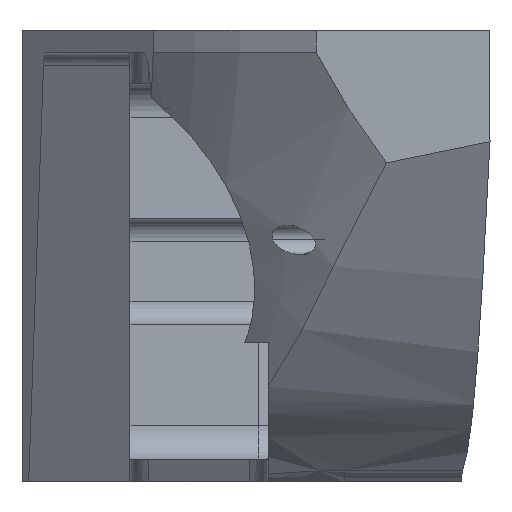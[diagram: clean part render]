
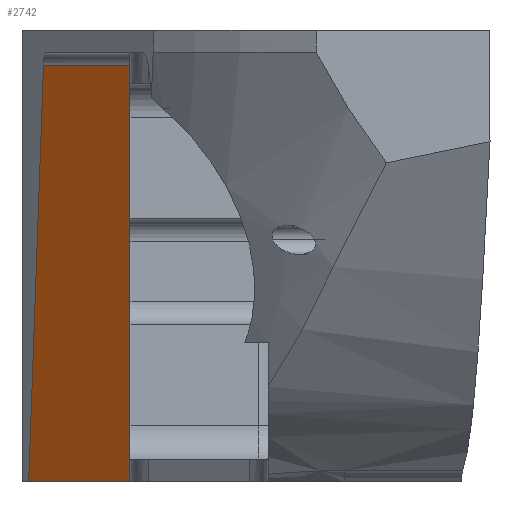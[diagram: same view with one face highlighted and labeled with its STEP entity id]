
A CAD part, front view. The second image highlights one B-rep face of the part: STEP entity #2742.
In plain terms, the highlighted planar face has unit normal (-0.431, -0.856, -0.285).
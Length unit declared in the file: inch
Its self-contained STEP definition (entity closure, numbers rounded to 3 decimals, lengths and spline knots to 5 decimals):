
#229 = ORIENTED_EDGE ( 'NONE', *, *, #2103, .F. ) ;
#309 = CARTESIAN_POINT ( 'NONE',  ( -85.7388, -21.68515, 14.74557 ) ) ;
#320 = CARTESIAN_POINT ( 'NONE',  ( -81.75401, -23.69, 14.74557 ) ) ;
#396 = DIRECTION ( 'NONE',  ( -0.034, 0.331, -0.943 ) ) ;
#473 = ORIENTED_EDGE ( 'NONE', *, *, #3133, .F. ) ;
#485 = LINE ( 'NONE', #1759, #2731 ) ;
#513 = DIRECTION ( 'NONE',  ( 0.034, -0.331, 0.943 ) ) ;
#709 = FACE_OUTER_BOUND ( 'NONE', #3079, .T. ) ;
#796 = DIRECTION ( 'NONE',  ( 0., 0.316, -0.949 ) ) ;
#869 = AXIS2_PLACEMENT_3D ( 'NONE', #1402, #3952, #396 ) ;
#988 = LINE ( 'NONE', #2509, #2993 ) ;
#1402 = CARTESIAN_POINT ( 'NONE',  ( -82.37721, -24.92864, 19.41061 ) ) ;
#1438 = PLANE ( 'NONE',  #869 ) ;
#1759 = CARTESIAN_POINT ( 'NONE',  ( -84.6382, -23.90447, 19.7514 ) ) ;
#1860 = VERTEX_POINT ( 'NONE', #309 ) ;
#1865 = VECTOR ( 'NONE', #513, 39.37008 ) ;
#2103 = EDGE_CURVE ( 'NONE', #4073, #1860, #2284, .T. ) ;
#2156 = EDGE_CURVE ( 'NONE', #1860, #3253, #2969, .T. ) ;
#2284 = LINE ( 'NONE', #320, #3317 ) ;
#2443 = VERTEX_POINT ( 'NONE', #2723 ) ;
#2509 = CARTESIAN_POINT ( 'NONE',  ( -82.3581, -24.89067, 19.26759 ) ) ;
#2700 = CARTESIAN_POINT ( 'NONE',  ( -85.55145, -23.53209, 20.01317 ) ) ;
#2723 = CARTESIAN_POINT ( 'NONE',  ( -84.6382, -23.74349, 19.26759 ) ) ;
#2731 = VECTOR ( 'NONE', #796, 39.37008 ) ;
#2742 = ADVANCED_FACE ( 'NONE', ( #709 ), #1438, .F. ) ;
#2880 = DIRECTION ( 'NONE',  ( -0.893, 0.449, 0. ) ) ;
#2902 = CARTESIAN_POINT ( 'NONE',  ( -84.63824, -22.23887, 14.74557 ) ) ;
#2906 = EDGE_CURVE ( 'NONE', #2443, #3253, #988, .T. ) ;
#2969 = LINE ( 'NONE', #2700, #1865 ) ;
#2993 = VECTOR ( 'NONE', #4123, 39.37008 ) ;
#3079 = EDGE_LOOP ( 'NONE', ( #229, #473, #3709, #3552 ) ) ;
#3133 = EDGE_CURVE ( 'NONE', #2443, #4073, #485, .T. ) ;
#3144 = CARTESIAN_POINT ( 'NONE',  ( -85.57796, -23.27067, 19.26759 ) ) ;
#3253 = VERTEX_POINT ( 'NONE', #3144 ) ;
#3317 = VECTOR ( 'NONE', #2880, 39.37008 ) ;
#3552 = ORIENTED_EDGE ( 'NONE', *, *, #2156, .F. ) ;
#3709 = ORIENTED_EDGE ( 'NONE', *, *, #2906, .T. ) ;
#3952 = DIRECTION ( 'NONE',  ( 0.431, 0.856, 0.285 ) ) ;
#4073 = VERTEX_POINT ( 'NONE', #2902 ) ;
#4123 = DIRECTION ( 'NONE',  ( -0.893, 0.449, 0. ) ) ;
